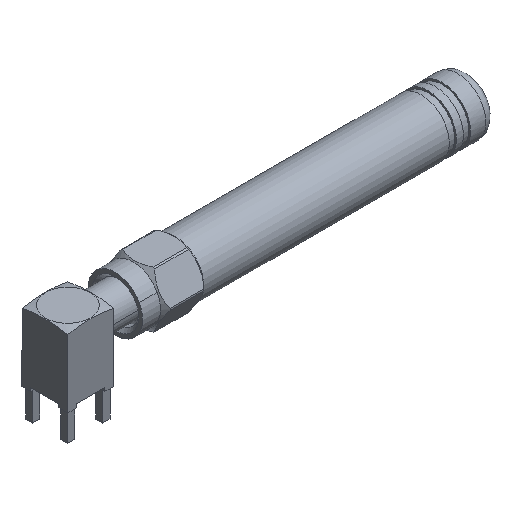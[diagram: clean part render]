
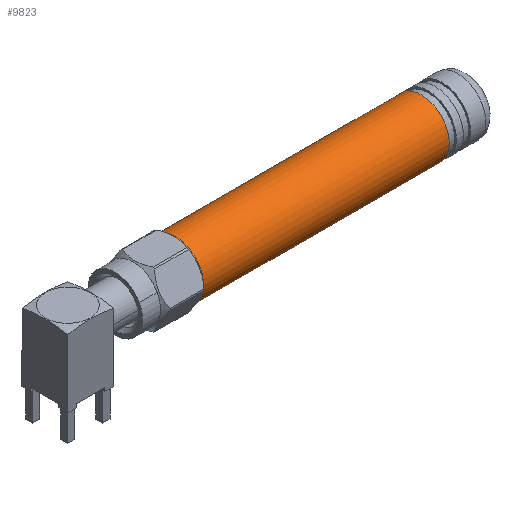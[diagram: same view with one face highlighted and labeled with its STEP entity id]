
A CAD part, isometric view. The second image highlights one B-rep face of the part: STEP entity #9823.
In plain terms, the highlighted cylindrical face has radius 4 mm (diameter 8 mm), a full revolution.
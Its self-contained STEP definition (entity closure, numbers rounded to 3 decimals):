
#9757 = PLANE('',#9758);
#9758 = AXIS2_PLACEMENT_3D('',#9759,#9760,#9761);
#9759 = CARTESIAN_POINT('',(20.,-35.,7.));
#9760 = DIRECTION('',(0.,-1.,0.));
#9761 = DIRECTION('',(0.,0.,-1.));
#9793 = EDGE_CURVE('',#9794,#9794,#9796,.T.);
#9794 = VERTEX_POINT('',#9795);
#9795 = CARTESIAN_POINT('',(24.,-35.,7.));
#9796 = SURFACE_CURVE('',#9797,(#9802,#9809),.PCURVE_S1.);
#9797 = CIRCLE('',#9798,4.);
#9798 = AXIS2_PLACEMENT_3D('',#9799,#9800,#9801);
#9799 = CARTESIAN_POINT('',(20.,-35.,7.));
#9800 = DIRECTION('',(0.,-1.,0.));
#9801 = DIRECTION('',(1.,0.,0.));
#9802 = PCURVE('',#9757,#9803);
#9803 = DEFINITIONAL_REPRESENTATION('',(#9804),#9808);
#9804 = CIRCLE('',#9805,4.);
#9805 = AXIS2_PLACEMENT_2D('',#9806,#9807);
#9806 = CARTESIAN_POINT('',(0.,0.));
#9807 = DIRECTION('',(0.,1.));
#9808 = ( GEOMETRIC_REPRESENTATION_CONTEXT(2) 
PARAMETRIC_REPRESENTATION_CONTEXT() REPRESENTATION_CONTEXT('2D SPACE',''
  ) );
#9809 = PCURVE('',#9810,#9815);
#9810 = CYLINDRICAL_SURFACE('',#9811,4.);
#9811 = AXIS2_PLACEMENT_3D('',#9812,#9813,#9814);
#9812 = CARTESIAN_POINT('',(20.,0.,7.));
#9813 = DIRECTION('',(0.,1.,0.));
#9814 = DIRECTION('',(1.,0.,0.));
#9815 = DEFINITIONAL_REPRESENTATION('',(#9816),#9819);
#9816 = B_SPLINE_CURVE_WITH_KNOTS('',1,(#9817,#9818),.UNSPECIFIED.,.F.,
  .F.,(2,2),(0.,6.283),.PIECEWISE_BEZIER_KNOTS.);
#9817 = CARTESIAN_POINT('',(0.,-35.));
#9818 = CARTESIAN_POINT('',(-6.283,-35.));
#9819 = ( GEOMETRIC_REPRESENTATION_CONTEXT(2) 
PARAMETRIC_REPRESENTATION_CONTEXT() REPRESENTATION_CONTEXT('2D SPACE',''
  ) );
#9823 = ADVANCED_FACE('',(#9824),#9810,.T.);
#9824 = FACE_BOUND('',#9825,.F.);
#9825 = EDGE_LOOP('',(#9826,#9847,#9848,#9849));
#9826 = ORIENTED_EDGE('',*,*,#9827,.T.);
#9827 = EDGE_CURVE('',#9828,#9794,#9830,.T.);
#9828 = VERTEX_POINT('',#9829);
#9829 = CARTESIAN_POINT('',(24.,0.,7.));
#9830 = SEAM_CURVE('',#9831,(#9835,#9841),.PCURVE_S1.);
#9831 = LINE('',#9832,#9833);
#9832 = CARTESIAN_POINT('',(24.,0.,7.));
#9833 = VECTOR('',#9834,1.);
#9834 = DIRECTION('',(0.,-1.,0.));
#9835 = PCURVE('',#9810,#9836);
#9836 = DEFINITIONAL_REPRESENTATION('',(#9837),#9840);
#9837 = B_SPLINE_CURVE_WITH_KNOTS('',1,(#9838,#9839),.UNSPECIFIED.,.F.,
  .F.,(2,2),(0.,35.),.PIECEWISE_BEZIER_KNOTS.);
#9838 = CARTESIAN_POINT('',(0.,0.));
#9839 = CARTESIAN_POINT('',(0.,-35.));
#9840 = ( GEOMETRIC_REPRESENTATION_CONTEXT(2) 
PARAMETRIC_REPRESENTATION_CONTEXT() REPRESENTATION_CONTEXT('2D SPACE',''
  ) );
#9841 = PCURVE('',#9810,#9842);
#9842 = DEFINITIONAL_REPRESENTATION('',(#9843),#9846);
#9843 = B_SPLINE_CURVE_WITH_KNOTS('',1,(#9844,#9845),.UNSPECIFIED.,.F.,
  .F.,(2,2),(0.,35.),.PIECEWISE_BEZIER_KNOTS.);
#9844 = CARTESIAN_POINT('',(-6.283,0.));
#9845 = CARTESIAN_POINT('',(-6.283,-35.));
#9846 = ( GEOMETRIC_REPRESENTATION_CONTEXT(2) 
PARAMETRIC_REPRESENTATION_CONTEXT() REPRESENTATION_CONTEXT('2D SPACE',''
  ) );
#9847 = ORIENTED_EDGE('',*,*,#9793,.T.);
#9848 = ORIENTED_EDGE('',*,*,#9827,.F.);
#9849 = ORIENTED_EDGE('',*,*,#9850,.F.);
#9850 = EDGE_CURVE('',#9828,#9828,#9851,.T.);
#9851 = SURFACE_CURVE('',#9852,(#9857,#9863),.PCURVE_S1.);
#9852 = CIRCLE('',#9853,4.);
#9853 = AXIS2_PLACEMENT_3D('',#9854,#9855,#9856);
#9854 = CARTESIAN_POINT('',(20.,0.,7.));
#9855 = DIRECTION('',(0.,-1.,0.));
#9856 = DIRECTION('',(1.,0.,0.));
#9857 = PCURVE('',#9810,#9858);
#9858 = DEFINITIONAL_REPRESENTATION('',(#9859),#9862);
#9859 = B_SPLINE_CURVE_WITH_KNOTS('',1,(#9860,#9861),.UNSPECIFIED.,.F.,
  .F.,(2,2),(0.,6.283),.PIECEWISE_BEZIER_KNOTS.);
#9860 = CARTESIAN_POINT('',(0.,0.));
#9861 = CARTESIAN_POINT('',(-6.283,0.));
#9862 = ( GEOMETRIC_REPRESENTATION_CONTEXT(2) 
PARAMETRIC_REPRESENTATION_CONTEXT() REPRESENTATION_CONTEXT('2D SPACE',''
  ) );
#9863 = PCURVE('',#9864,#9869);
#9864 = PLANE('',#9865);
#9865 = AXIS2_PLACEMENT_3D('',#9866,#9867,#9868);
#9866 = CARTESIAN_POINT('',(20.,0.,7.));
#9867 = DIRECTION('',(0.,-1.,0.));
#9868 = DIRECTION('',(0.,0.,-1.));
#9869 = DEFINITIONAL_REPRESENTATION('',(#9870),#9874);
#9870 = CIRCLE('',#9871,4.);
#9871 = AXIS2_PLACEMENT_2D('',#9872,#9873);
#9872 = CARTESIAN_POINT('',(0.,0.));
#9873 = DIRECTION('',(0.,1.));
#9874 = ( GEOMETRIC_REPRESENTATION_CONTEXT(2) 
PARAMETRIC_REPRESENTATION_CONTEXT() REPRESENTATION_CONTEXT('2D SPACE',''
  ) );
